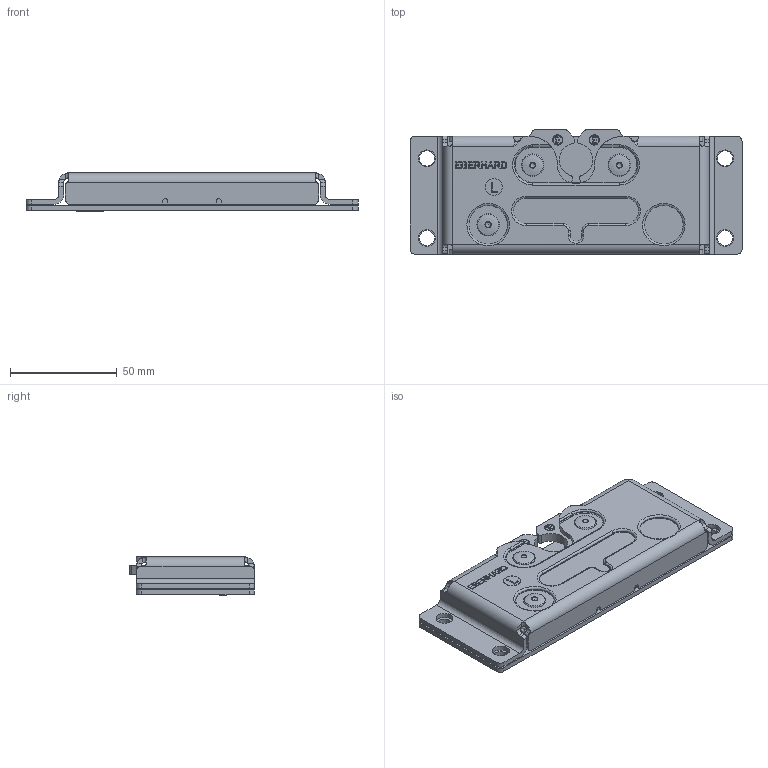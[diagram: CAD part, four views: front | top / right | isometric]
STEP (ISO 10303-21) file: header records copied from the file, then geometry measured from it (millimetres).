
FILE_DESCRIPTION(/* description */ (''),/* implementation_level */ '2;1');
FILE_NAME(/* name */ '19420-L_03_01_2022.stp',/* time_stamp */ '2022-03-01T10:41:22-05:00',/* author */ ('dtinay'),/* organization */ (''),/* preprocessor_version */ 'ST-DEVELOPER v18.1',/* originating_system */ 'Autodesk Inventor 2020',/* authorisation */ '');
FILE_SCHEMA (('AUTOMOTIVE_DESIGN { 1 0 10303 214 3 1 1 }'));
Length unit declared in the file: inch
Products named in the file (1): 19420-L_Shrinkwrap_1
Bounding box: 155.57 x 58.36 x 18.12 mm (x, y, z)
Volume: 61260 mm3; surface area: 54769.5 mm2
Topology: 3 solids, 3 shells, 887 faces, 2388 edges, 1572 vertices
Faces by surface type: plane 376, bspline 226, cylinder 219, torus 46, cone 16, sphere 4
Full cylindrical faces by diameter (mm): 1.346 x7, 1.803 x4, 4.318 x2, 4.826 x2, 7.239 x4, 7.938 x5, 11.214 x3, 11.367 x3, 15.875 x3, 18.161 x2
Entity records: 32560 total; most frequent: CARTESIAN_POINT 11241, ORIENTED_EDGE 4772, DIRECTION 3820, EDGE_CURVE 2386, VERTEX_POINT 1574, LINE 1280, VECTOR 1280, AXIS2_PLACEMENT_3D 1270
